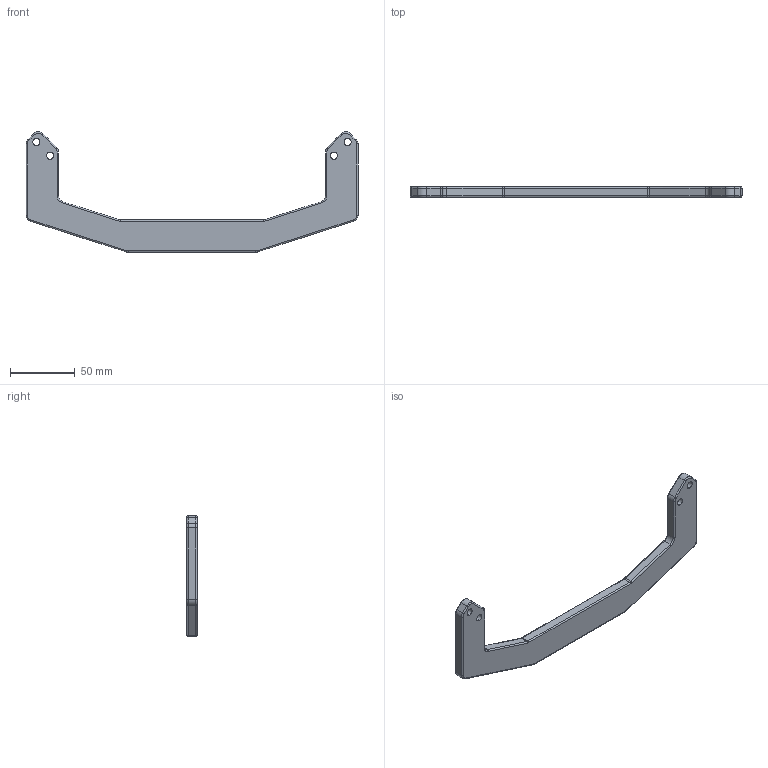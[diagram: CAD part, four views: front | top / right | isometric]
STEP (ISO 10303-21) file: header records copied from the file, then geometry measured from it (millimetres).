
FILE_DESCRIPTION (( 'STEP AP203' ), '1' );
FILE_NAME ('handle.STEP', '2024-10-14T02:37:48', ( 'lance' ), ( '' ), 'SwSTEP 2.0', 'SolidWorks 2021', '' );
FILE_SCHEMA (( 'CONFIG_CONTROL_DESIGN' ));
Length unit declared in the file: millimetre
Products named in the file (1): handle
Bounding box: 255.9 x 8 x 92.81 mm (x, y, z)
Volume: 64520.7 mm3; surface area: 22425.2 mm2
Topology: 1 solids, 1 shells, 106 faces, 248 edges, 146 vertices
Faces by surface type: cylinder 58, torus 28, plane 20
Entity records: 3127 total; most frequent: DIRECTION 608, CARTESIAN_POINT 501, ORIENTED_EDGE 496, AXIS2_PLACEMENT_3D 253, EDGE_CURVE 248, VERTEX_POINT 146, CIRCLE 146, EDGE_LOOP 116
